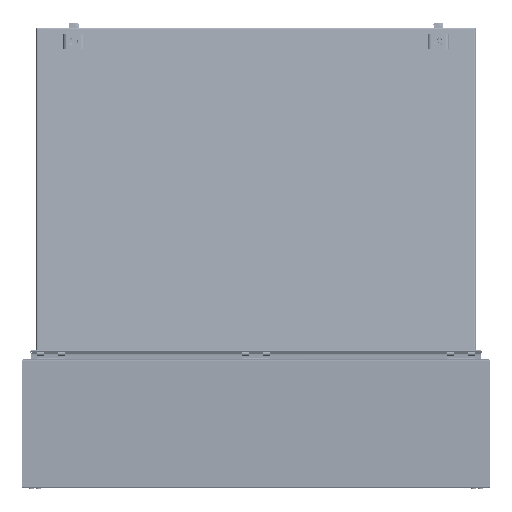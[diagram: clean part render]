
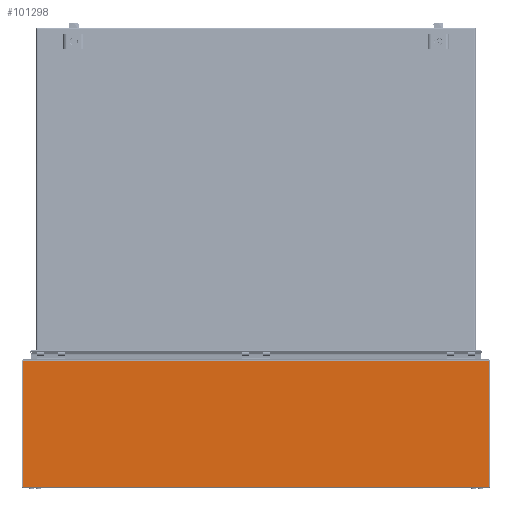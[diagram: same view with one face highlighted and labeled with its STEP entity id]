
A CAD part, front view. The second image highlights one B-rep face of the part: STEP entity #101298.
In plain terms, the highlighted planar face has unit normal (0, -1, 0).
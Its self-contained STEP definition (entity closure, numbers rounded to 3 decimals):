
#12591 = LINE ( 'NONE', #12611, #13721 ) ;
#12594 = LINE ( 'NONE', #12604, #13715 ) ;
#12598 = LINE ( 'NONE', #12618, #13722 ) ;
#12604 = CARTESIAN_POINT ( 'NONE',  ( 498.4, -400., 1.5 ) ) ;
#12607 = LINE ( 'NONE', #12632, #13725 ) ;
#12609 = DIRECTION ( 'NONE',  ( 0., 0., 1. ) ) ;
#12611 = CARTESIAN_POINT ( 'NONE',  ( -498.4, -400., 1.5 ) ) ;
#12616 = DIRECTION ( 'NONE',  ( 0., 0., 1. ) ) ;
#12618 = CARTESIAN_POINT ( 'NONE',  ( 497.793, -400., 270.5 ) ) ;
#12622 = DIRECTION ( 'NONE',  ( -1., 0., 0. ) ) ;
#12632 = CARTESIAN_POINT ( 'NONE',  ( -498.5, -400., 1.5 ) ) ;
#12637 = DIRECTION ( 'NONE',  ( -1., 0., 0. ) ) ;
#13715 = VECTOR ( 'NONE', #12609, 1000. ) ;
#13721 = VECTOR ( 'NONE', #12616, 1000. ) ;
#13722 = VECTOR ( 'NONE', #12622, 1000. ) ;
#13725 = VECTOR ( 'NONE', #12637, 1000. ) ;
#27593 = CARTESIAN_POINT ( 'NONE',  ( 498.4, -400., 1.5 ) ) ;
#27597 = CARTESIAN_POINT ( 'NONE',  ( 498.4, -400., 270.5 ) ) ;
#27605 = CARTESIAN_POINT ( 'NONE',  ( -498.4, -400., 1.5 ) ) ;
#27607 = CARTESIAN_POINT ( 'NONE',  ( -498.4, -400., 270.5 ) ) ;
#38312 = VERTEX_POINT ( 'NONE', #27593 ) ;
#38314 = VERTEX_POINT ( 'NONE', #27597 ) ;
#38318 = VERTEX_POINT ( 'NONE', #27605 ) ;
#38319 = VERTEX_POINT ( 'NONE', #27607 ) ;
#71325 = ORIENTED_EDGE ( 'NONE', *, *, #94091, .T. ) ;
#71326 = ORIENTED_EDGE ( 'NONE', *, *, #94087, .F. ) ;
#71327 = ORIENTED_EDGE ( 'NONE', *, *, #94098, .F. ) ;
#71328 = ORIENTED_EDGE ( 'NONE', *, *, #94083, .T. ) ;
#81130 = EDGE_LOOP ( 'NONE', ( #71325, #71326, #71327, #71328 ) ) ;
#94083 = EDGE_CURVE ( 'NONE', #38312, #38314, #12594, .T. ) ;
#94087 = EDGE_CURVE ( 'NONE', #38318, #38319, #12591, .T. ) ;
#94091 = EDGE_CURVE ( 'NONE', #38314, #38319, #12598, .T. ) ;
#94098 = EDGE_CURVE ( 'NONE', #38312, #38318, #12607, .T. ) ;
#101298 = ADVANCED_FACE ( 'NONE', ( #106121 ), #106123, .F. ) ;
#106104 = CARTESIAN_POINT ( 'NONE',  ( -498.5, -400., 272. ) ) ;
#106121 = FACE_OUTER_BOUND ( 'NONE', #81130, .T. ) ;
#106123 = PLANE ( 'NONE',  #107902 ) ;
#106126 = DIRECTION ( 'NONE',  ( 0., 1., 0. ) ) ;
#106128 = DIRECTION ( 'NONE',  ( 0., 0., 1. ) ) ;
#107902 = AXIS2_PLACEMENT_3D ( 'NONE', #106104, #106126, #106128 ) ;
